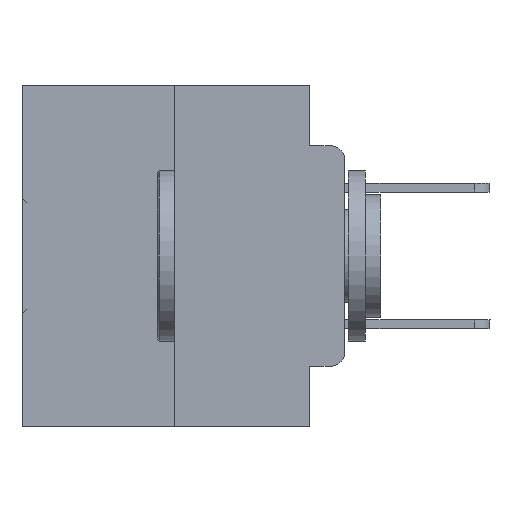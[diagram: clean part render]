
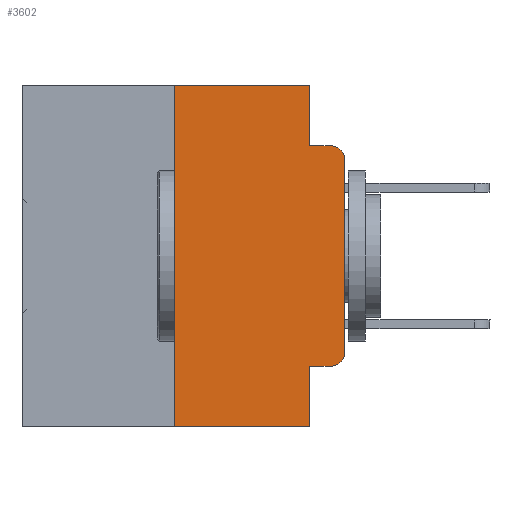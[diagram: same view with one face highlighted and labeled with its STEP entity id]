
A CAD part, left-side view. The second image highlights one B-rep face of the part: STEP entity #3602.
In plain terms, the highlighted planar face has unit normal (-1, 0, 0).
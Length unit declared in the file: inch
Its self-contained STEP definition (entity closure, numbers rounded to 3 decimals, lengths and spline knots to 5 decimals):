
#819 = ORIENTED_EDGE ( 'NONE', *, *, #29041, .F. ) ;
#1474 = EDGE_CURVE ( 'NONE', #8241, #5059, #22724, .T. ) ;
#1540 = DIRECTION ( 'NONE',  ( 0., 0., -1. ) ) ;
#2600 = ORIENTED_EDGE ( 'NONE', *, *, #34102, .F. ) ;
#3446 = DIRECTION ( 'NONE',  ( 0., -1., 0. ) ) ;
#3602 = ADVANCED_FACE ( 'NONE', ( #30086 ), #33868, .F. ) ;
#4153 = VERTEX_POINT ( 'NONE', #28282 ) ;
#4179 = EDGE_CURVE ( 'NONE', #23502, #18481, #17494, .T. ) ;
#5046 = CARTESIAN_POINT ( 'NONE',  ( 0., 0.473, 0. ) ) ;
#5059 = VERTEX_POINT ( 'NONE', #32393 ) ;
#5201 = VECTOR ( 'NONE', #8894, 39.37008 ) ;
#5378 = CARTESIAN_POINT ( 'NONE',  ( 0., 0.02, -0.4115 ) ) ;
#5816 = VERTEX_POINT ( 'NONE', #10663 ) ;
#6110 = EDGE_CURVE ( 'NONE', #15230, #4153, #31483, .T. ) ;
#6576 = VECTOR ( 'NONE', #1540, 39.37008 ) ;
#8087 = LINE ( 'NONE', #14190, #23560 ) ;
#8241 = VERTEX_POINT ( 'NONE', #14184 ) ;
#8894 = DIRECTION ( 'NONE',  ( 0., 0., -1. ) ) ;
#9140 = CARTESIAN_POINT ( 'NONE',  ( 0., 0.051, -0.0885 ) ) ;
#9367 = LINE ( 'NONE', #27479, #5201 ) ;
#10434 = DIRECTION ( 'NONE',  ( 0., -1., 0. ) ) ;
#10663 = CARTESIAN_POINT ( 'NONE',  ( 0., 0.051, 0. ) ) ;
#11414 = ORIENTED_EDGE ( 'NONE', *, *, #6110, .T. ) ;
#12113 = ORIENTED_EDGE ( 'NONE', *, *, #15167, .T. ) ;
#12194 = DIRECTION ( 'NONE',  ( -1., 0., 0. ) ) ;
#12573 = EDGE_CURVE ( 'NONE', #5816, #26071, #15356, .T. ) ;
#13098 = EDGE_CURVE ( 'NONE', #5059, #5816, #21528, .T. ) ;
#13739 = LINE ( 'NONE', #25877, #14560 ) ;
#13785 = AXIS2_PLACEMENT_3D ( 'NONE', #28181, #12194, #22922 ) ;
#14184 = CARTESIAN_POINT ( 'NONE',  ( 0., 0.25, -0.5 ) ) ;
#14190 = CARTESIAN_POINT ( 'NONE',  ( 0., 0.051, -0.4115 ) ) ;
#14560 = VECTOR ( 'NONE', #31605, 39.37008 ) ;
#15167 = EDGE_CURVE ( 'NONE', #22209, #23502, #8087, .T. ) ;
#15230 = VERTEX_POINT ( 'NONE', #34103 ) ;
#15356 = LINE ( 'NONE', #33600, #6576 ) ;
#15697 = CARTESIAN_POINT ( 'NONE',  ( 0., 0.473, 0. ) ) ;
#16595 = LINE ( 'NONE', #24810, #19939 ) ;
#16841 = CARTESIAN_POINT ( 'NONE',  ( 0., 0.25, 0. ) ) ;
#17494 = CIRCLE ( 'NONE', #18894, 0.02 ) ;
#18439 = ORIENTED_EDGE ( 'NONE', *, *, #4179, .T. ) ;
#18443 = AXIS2_PLACEMENT_3D ( 'NONE', #5046, #28878, #34205 ) ;
#18481 = VERTEX_POINT ( 'NONE', #27724 ) ;
#18740 = EDGE_LOOP ( 'NONE', ( #24628, #11414, #2600, #22944, #28570, #24471, #26005, #819, #12113, #18439 ) ) ;
#18756 = CARTESIAN_POINT ( 'NONE',  ( 0., 0.051, -0.0885 ) ) ;
#18894 = AXIS2_PLACEMENT_3D ( 'NONE', #23989, #31794, #34453 ) ;
#19939 = VECTOR ( 'NONE', #22575, 39.37008 ) ;
#21528 = LINE ( 'NONE', #15697, #24090 ) ;
#22209 = VERTEX_POINT ( 'NONE', #29193 ) ;
#22575 = DIRECTION ( 'NONE',  ( 0., 0., 1. ) ) ;
#22724 = LINE ( 'NONE', #16841, #27296 ) ;
#22922 = DIRECTION ( 'NONE',  ( 0., 0., -1. ) ) ;
#22944 = ORIENTED_EDGE ( 'NONE', *, *, #12573, .F. ) ;
#23502 = VERTEX_POINT ( 'NONE', #5378 ) ;
#23560 = VECTOR ( 'NONE', #3446, 39.37008 ) ;
#23989 = CARTESIAN_POINT ( 'NONE',  ( 0., 0.02, -0.3915 ) ) ;
#24090 = VECTOR ( 'NONE', #10434, 39.37008 ) ;
#24471 = ORIENTED_EDGE ( 'NONE', *, *, #1474, .F. ) ;
#24628 = ORIENTED_EDGE ( 'NONE', *, *, #27276, .T. ) ;
#24804 = DIRECTION ( 'NONE',  ( 0., 0., 1. ) ) ;
#24810 = CARTESIAN_POINT ( 'NONE',  ( 0., 0., 0. ) ) ;
#25530 = VECTOR ( 'NONE', #27730, 39.37008 ) ;
#25877 = CARTESIAN_POINT ( 'NONE',  ( 0., 0.473, -0.5 ) ) ;
#26005 = ORIENTED_EDGE ( 'NONE', *, *, #26785, .T. ) ;
#26071 = VERTEX_POINT ( 'NONE', #18756 ) ;
#26785 = EDGE_CURVE ( 'NONE', #8241, #28498, #13739, .T. ) ;
#27276 = EDGE_CURVE ( 'NONE', #18481, #15230, #16595, .T. ) ;
#27296 = VECTOR ( 'NONE', #24804, 39.37008 ) ;
#27479 = CARTESIAN_POINT ( 'NONE',  ( 0., 0.051, 0. ) ) ;
#27724 = CARTESIAN_POINT ( 'NONE',  ( 0., 0., -0.3915 ) ) ;
#27730 = DIRECTION ( 'NONE',  ( 0., -1., 0. ) ) ;
#28181 = CARTESIAN_POINT ( 'NONE',  ( 0., 0.02, -0.1085 ) ) ;
#28282 = CARTESIAN_POINT ( 'NONE',  ( 0., 0.02, -0.0885 ) ) ;
#28498 = VERTEX_POINT ( 'NONE', #32759 ) ;
#28570 = ORIENTED_EDGE ( 'NONE', *, *, #13098, .F. ) ;
#28878 = DIRECTION ( 'NONE',  ( 1., 0., 0. ) ) ;
#29041 = EDGE_CURVE ( 'NONE', #22209, #28498, #9367, .T. ) ;
#29193 = CARTESIAN_POINT ( 'NONE',  ( 0., 0.051, -0.4115 ) ) ;
#30086 = FACE_OUTER_BOUND ( 'NONE', #18740, .T. ) ;
#31483 = CIRCLE ( 'NONE', #13785, 0.02 ) ;
#31605 = DIRECTION ( 'NONE',  ( 0., -1., 0. ) ) ;
#31794 = DIRECTION ( 'NONE',  ( -1., 0., 0. ) ) ;
#32393 = CARTESIAN_POINT ( 'NONE',  ( 0., 0.25, 0. ) ) ;
#32759 = CARTESIAN_POINT ( 'NONE',  ( 0., 0.051, -0.5 ) ) ;
#33600 = CARTESIAN_POINT ( 'NONE',  ( 0., 0.051, 0. ) ) ;
#33864 = LINE ( 'NONE', #9140, #25530 ) ;
#33868 = PLANE ( 'NONE',  #18443 ) ;
#34102 = EDGE_CURVE ( 'NONE', #26071, #4153, #33864, .T. ) ;
#34103 = CARTESIAN_POINT ( 'NONE',  ( 0., 0., -0.1085 ) ) ;
#34205 = DIRECTION ( 'NONE',  ( 0., 0., -1. ) ) ;
#34453 = DIRECTION ( 'NONE',  ( 0., 0., -1. ) ) ;
